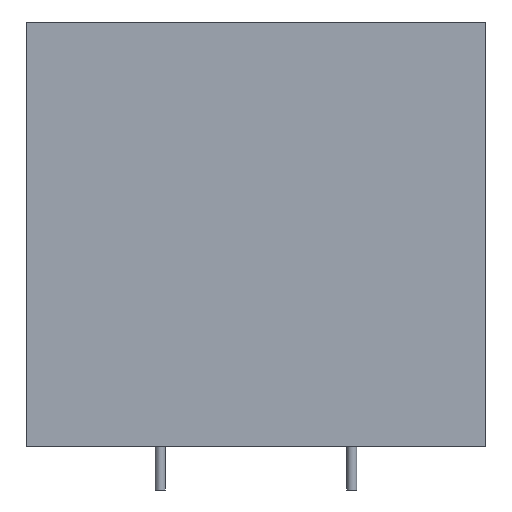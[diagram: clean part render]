
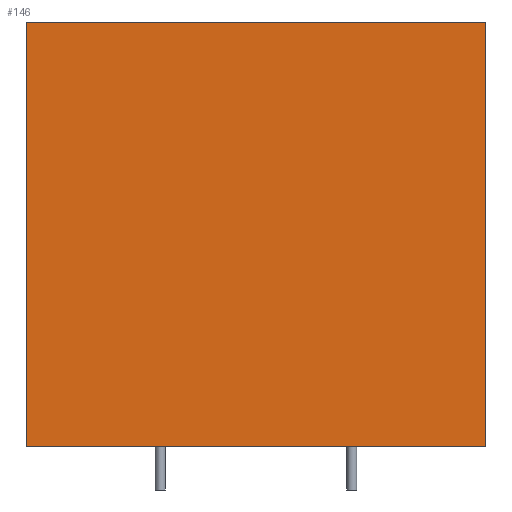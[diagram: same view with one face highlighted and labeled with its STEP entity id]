
A CAD part, front view. The second image highlights one B-rep face of the part: STEP entity #146.
In plain terms, the highlighted planar face has unit normal (0, -1, 0).
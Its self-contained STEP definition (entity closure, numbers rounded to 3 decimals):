
#1 = CARTESIAN_POINT ( 'NONE',  ( -13.8, -5.25, 0. ) ) ;
#3 = DIRECTION ( 'NONE',  ( 0., 0., -1. ) ) ;
#29 = LINE ( 'NONE', #148, #57 ) ;
#31 = EDGE_CURVE ( 'NONE', #331, #312, #407, .T. ) ;
#39 = EDGE_CURVE ( 'NONE', #131, #440, #66, .T. ) ;
#47 = FACE_OUTER_BOUND ( 'NONE', #53, .T. ) ;
#53 = EDGE_LOOP ( 'NONE', ( #434, #282, #100, #298 ) ) ;
#57 = VECTOR ( 'NONE', #3, 1000. ) ;
#66 = LINE ( 'NONE', #283, #336 ) ;
#100 = ORIENTED_EDGE ( 'NONE', *, *, #39, .F. ) ;
#131 = VERTEX_POINT ( 'NONE', #217 ) ;
#135 = AXIS2_PLACEMENT_3D ( 'NONE', #251, #291, #142 ) ;
#142 = DIRECTION ( 'NONE',  ( -1., 0., 0. ) ) ;
#146 = ADVANCED_FACE ( 'NONE', ( #47 ), #418, .F. ) ;
#148 = CARTESIAN_POINT ( 'NONE',  ( -13.8, -5.25, 25.5 ) ) ;
#170 = CARTESIAN_POINT ( 'NONE',  ( 13.8, -5.25, 0. ) ) ;
#171 = DIRECTION ( 'NONE',  ( 1., 0., 0. ) ) ;
#187 = CARTESIAN_POINT ( 'NONE',  ( 13.8, -5.25, 0. ) ) ;
#194 = EDGE_CURVE ( 'NONE', #440, #312, #255, .T. ) ;
#202 = DIRECTION ( 'NONE',  ( 1., 0., 0. ) ) ;
#217 = CARTESIAN_POINT ( 'NONE',  ( -13.8, -5.25, 25.5 ) ) ;
#218 = DIRECTION ( 'NONE',  ( 0., 0., -1. ) ) ;
#221 = EDGE_CURVE ( 'NONE', #131, #331, #29, .T. ) ;
#251 = CARTESIAN_POINT ( 'NONE',  ( 13.8, -5.25, 25.5 ) ) ;
#255 = LINE ( 'NONE', #350, #340 ) ;
#282 = ORIENTED_EDGE ( 'NONE', *, *, #194, .F. ) ;
#283 = CARTESIAN_POINT ( 'NONE',  ( 13.8, -5.25, 25.5 ) ) ;
#291 = DIRECTION ( 'NONE',  ( 0., 1., 0. ) ) ;
#298 = ORIENTED_EDGE ( 'NONE', *, *, #221, .T. ) ;
#312 = VERTEX_POINT ( 'NONE', #187 ) ;
#321 = VECTOR ( 'NONE', #202, 1000. ) ;
#331 = VERTEX_POINT ( 'NONE', #1 ) ;
#336 = VECTOR ( 'NONE', #171, 1000. ) ;
#340 = VECTOR ( 'NONE', #218, 1000. ) ;
#350 = CARTESIAN_POINT ( 'NONE',  ( 13.8, -5.25, 25.5 ) ) ;
#393 = CARTESIAN_POINT ( 'NONE',  ( 13.8, -5.25, 25.5 ) ) ;
#407 = LINE ( 'NONE', #170, #321 ) ;
#418 = PLANE ( 'NONE',  #135 ) ;
#434 = ORIENTED_EDGE ( 'NONE', *, *, #31, .T. ) ;
#440 = VERTEX_POINT ( 'NONE', #393 ) ;
